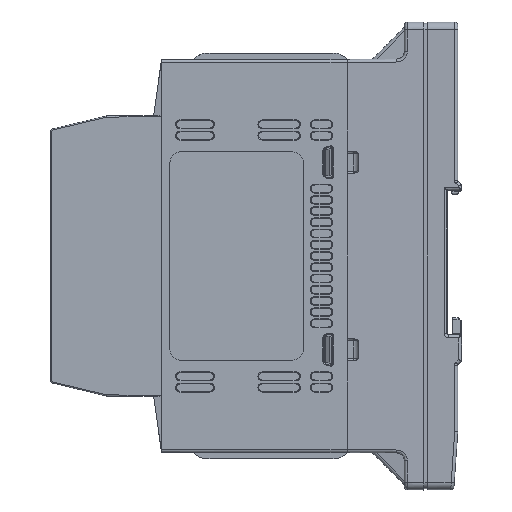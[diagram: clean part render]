
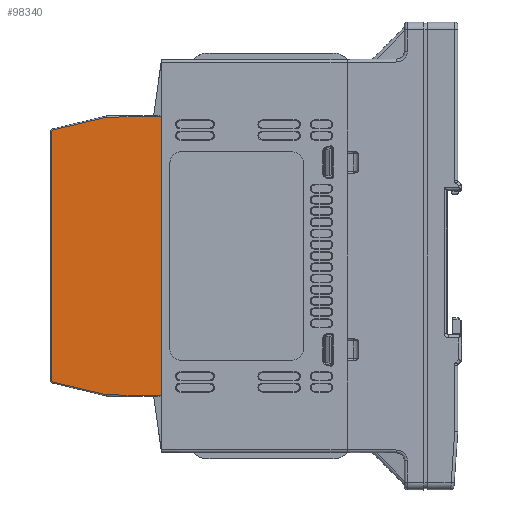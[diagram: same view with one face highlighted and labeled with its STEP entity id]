
A CAD part, front view. The second image highlights one B-rep face of the part: STEP entity #98340.
In plain terms, the highlighted planar face has unit normal (-0.009, -1, 0).
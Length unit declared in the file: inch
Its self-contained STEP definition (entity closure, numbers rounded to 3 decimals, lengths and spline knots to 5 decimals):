
#72295=CARTESIAN_POINT('',(-27.71963,-8.46454,-14.65526));
#72296=VERTEX_POINT('',#72295);
#72304=CARTESIAN_POINT('',(-33.4402,-8.41462,-14.60534));
#72305=VERTEX_POINT('',#72304);
#72306=CARTESIAN_POINT('',(-27.71963,-8.46454,-14.65526));
#72307=DIRECTION('',(-1.,0.009,0.009));
#72308=VECTOR('',#72307,5.72101);
#72309=LINE('',#72306,#72308);
#72310=EDGE_CURVE('',#72296,#72305,#72309,.T.);
#72367=CARTESIAN_POINT('',(-33.4402,-8.41462,14.60534));
#72368=VERTEX_POINT('',#72367);
#72376=CARTESIAN_POINT('',(-27.71963,-8.46454,14.65526));
#72377=VERTEX_POINT('',#72376);
#72378=CARTESIAN_POINT('',(-27.71963,-8.46454,14.65526));
#72379=DIRECTION('',(-1.,0.009,-0.009));
#72380=VECTOR('',#72379,5.72101);
#72381=LINE('',#72378,#72380);
#72382=EDGE_CURVE('',#72377,#72368,#72381,.T.);
#83114=CARTESIAN_POINT('',(-27.71654,-8.46457,-14.64546));
#83115=VERTEX_POINT('',#83114);
#83141=CARTESIAN_POINT('',(-27.71654,-8.46457,-14.64546));
#83142=CARTESIAN_POINT('',(-27.71654,-8.46457,-14.64563));
#83143=CARTESIAN_POINT('',(-27.71654,-8.46457,-14.6458));
#83144=CARTESIAN_POINT('',(-27.71659,-8.46457,-14.64785));
#83145=CARTESIAN_POINT('',(-27.71688,-8.46456,-14.64973));
#83146=CARTESIAN_POINT('',(-27.71801,-8.46455,-14.65285));
#83147=CARTESIAN_POINT('',(-27.71869,-8.46455,-14.65411));
#83148=CARTESIAN_POINT('',(-27.71961,-8.46454,-14.65524));
#83149=CARTESIAN_POINT('',(-27.71962,-8.46454,-14.65525));
#83150=CARTESIAN_POINT('',(-27.71963,-8.46454,-14.65526));
#83151=B_SPLINE_CURVE_WITH_KNOTS('',3,(#83141,#83142,#83143,#83144,#83145,#83146,#83147,#83148,#83149,#83150),.UNSPECIFIED.,.F.,.U.,(4,2,2,2,4),(0.0,0.00131,0.01563,0.0266,0.02672),.UNSPECIFIED.);
#83152=EDGE_CURVE('',#83115,#72296,#83151,.T.);
#83181=CARTESIAN_POINT('',(-27.71654,-8.46457,14.64546));
#83182=VERTEX_POINT('',#83181);
#83219=CARTESIAN_POINT('',(-27.71654,-8.46457,14.64546));
#83220=CARTESIAN_POINT('',(-27.71654,-8.46457,14.64563));
#83221=CARTESIAN_POINT('',(-27.71654,-8.46457,14.6458));
#83222=CARTESIAN_POINT('',(-27.71659,-8.46457,14.64785));
#83223=CARTESIAN_POINT('',(-27.71688,-8.46456,14.64973));
#83224=CARTESIAN_POINT('',(-27.71801,-8.46455,14.65285));
#83225=CARTESIAN_POINT('',(-27.71869,-8.46455,14.65411));
#83226=CARTESIAN_POINT('',(-27.71961,-8.46454,14.65524));
#83227=CARTESIAN_POINT('',(-27.71962,-8.46454,14.65525));
#83228=CARTESIAN_POINT('',(-27.71963,-8.46454,14.65526));
#83229=B_SPLINE_CURVE_WITH_KNOTS('',3,(#83219,#83220,#83221,#83222,#83223,#83224,#83225,#83226,#83227,#83228),.UNSPECIFIED.,.F.,.U.,(4,2,2,2,4),(0.0,0.00131,0.01563,0.0266,0.02672),.UNSPECIFIED.);
#83230=EDGE_CURVE('',#83182,#72377,#83229,.T.);
#98162=CARTESIAN_POINT('',(-39.04174,-8.36573,-13.26053));
#98163=VERTEX_POINT('',#98162);
#98164=CARTESIAN_POINT('',(-39.04174,-8.36573,-13.26053));
#98165=DIRECTION('',(0.972,-0.008,-0.233));
#98166=VECTOR('',#98165,5.76092);
#98167=LINE('',#98164,#98166);
#98168=EDGE_CURVE('',#98163,#72305,#98167,.T.);
#98208=CARTESIAN_POINT('',(-39.253,-8.36389,-12.99255));
#98209=VERTEX_POINT('',#98208);
#98219=CARTESIAN_POINT('',(-38.97741,-8.36629,-12.99255));
#98220=DIRECTION('',(-0.009,-1.,0.));
#98221=DIRECTION('',(-1.,0.009,0.));
#98222=AXIS2_PLACEMENT_3D('',#98219,#98220,#98221);
#98223=ELLIPSE('',#98222,0.2756,0.27559);
#98224=EDGE_CURVE('',#98209,#98163,#98223,.T.);
#98234=CARTESIAN_POINT('',(-39.253,-8.36389,12.99255));
#98235=VERTEX_POINT('',#98234);
#98236=CARTESIAN_POINT('',(-39.253,-8.36389,12.99255));
#98237=DIRECTION('',(0.0,0.0,-1.0));
#98238=VECTOR('',#98237,25.9851);
#98239=LINE('',#98236,#98238);
#98240=EDGE_CURVE('',#98235,#98209,#98239,.T.);
#98281=CARTESIAN_POINT('',(-39.04174,-8.36573,13.26053));
#98282=VERTEX_POINT('',#98281);
#98283=CARTESIAN_POINT('',(-38.97741,-8.36629,12.99255));
#98284=DIRECTION('',(0.009,1.,0.));
#98285=DIRECTION('',(-1.,0.009,0.));
#98286=AXIS2_PLACEMENT_3D('',#98283,#98284,#98285);
#98287=ELLIPSE('',#98286,0.2756,0.27559);
#98288=EDGE_CURVE('',#98235,#98282,#98287,.T.);
#98308=CARTESIAN_POINT('',(-39.04174,-8.36573,13.26053));
#98309=DIRECTION('',(0.972,-0.008,0.233));
#98310=VECTOR('',#98309,5.76092);
#98311=LINE('',#98308,#98310);
#98312=EDGE_CURVE('',#98282,#72368,#98311,.T.);
#98318=CARTESIAN_POINT('',(-34.26834,-8.40739,13.66448));
#98319=DIRECTION('',(0.009,1.,0.));
#98320=DIRECTION('',(0.0,0.0,-1.0));
#98321=AXIS2_PLACEMENT_3D('',#98318,#98319,#98320);
#98322=PLANE('',#98321);
#98323=ORIENTED_EDGE('',*,*,#98312,.F.);
#98324=ORIENTED_EDGE('',*,*,#98288,.F.);
#98325=ORIENTED_EDGE('',*,*,#98240,.T.);
#98326=ORIENTED_EDGE('',*,*,#98224,.T.);
#98327=ORIENTED_EDGE('',*,*,#98168,.T.);
#98328=ORIENTED_EDGE('',*,*,#72310,.F.);
#98329=ORIENTED_EDGE('',*,*,#83152,.F.);
#98330=CARTESIAN_POINT('',(-27.71654,-8.46457,14.64546));
#98331=DIRECTION('',(0.0,0.0,-1.0));
#98332=VECTOR('',#98331,29.29092);
#98333=LINE('',#98330,#98332);
#98334=EDGE_CURVE('',#83182,#83115,#98333,.T.);
#98335=ORIENTED_EDGE('',*,*,#98334,.F.);
#98336=ORIENTED_EDGE('',*,*,#83230,.T.);
#98337=ORIENTED_EDGE('',*,*,#72382,.T.);
#98338=EDGE_LOOP('',(#98323,#98324,#98325,#98326,#98327,#98328,#98329,#98335,#98336,#98337));
#98339=FACE_OUTER_BOUND('',#98338,.T.);
#98340=ADVANCED_FACE('',(#98339),#98322,.F.);
